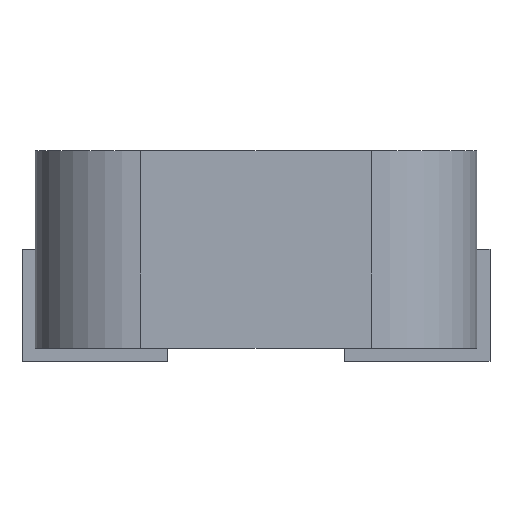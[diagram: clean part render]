
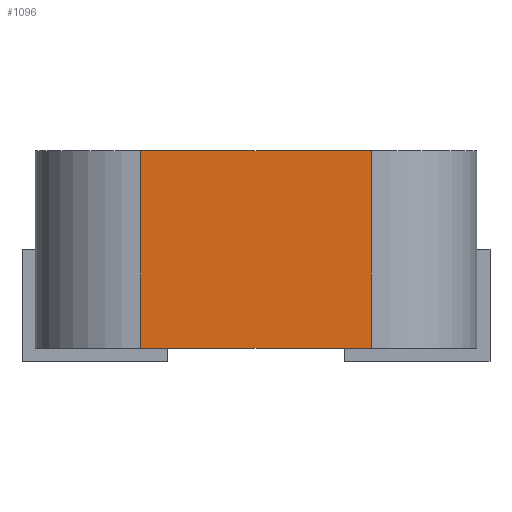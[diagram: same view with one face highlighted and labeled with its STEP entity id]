
A CAD part, front view. The second image highlights one B-rep face of the part: STEP entity #1096.
In plain terms, the highlighted planar face has unit normal (0, -1, 0).
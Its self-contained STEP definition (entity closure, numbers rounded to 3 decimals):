
#44 = PLANE('',#45);
#45 = AXIS2_PLACEMENT_3D('',#46,#47,#48);
#46 = CARTESIAN_POINT('',(0.,0.,0.2));
#47 = DIRECTION('',(-0.,-0.,-1.));
#48 = DIRECTION('',(-1.,0.,0.));
#72 = CYLINDRICAL_SURFACE('',#73,1.6);
#73 = AXIS2_PLACEMENT_3D('',#74,#75,#76);
#74 = CARTESIAN_POINT('',(-1.75,-1.7,0.2));
#75 = DIRECTION('',(-0.,-0.,-1.));
#76 = DIRECTION('',(1.,0.,0.));
#100 = PLANE('',#101);
#101 = AXIS2_PLACEMENT_3D('',#102,#103,#104);
#102 = CARTESIAN_POINT('',(0.,0.,3.2));
#103 = DIRECTION('',(-0.,-0.,-1.));
#104 = DIRECTION('',(-1.,0.,0.));
#249 = VERTEX_POINT('',#250);
#250 = CARTESIAN_POINT('',(-1.75,-3.3,0.2));
#575 = VERTEX_POINT('',#576);
#576 = CARTESIAN_POINT('',(1.75,-3.3,0.2));
#595 = CYLINDRICAL_SURFACE('',#596,1.6);
#596 = AXIS2_PLACEMENT_3D('',#597,#598,#599);
#597 = CARTESIAN_POINT('',(1.75,-1.7,0.2));
#598 = DIRECTION('',(-0.,-0.,-1.));
#599 = DIRECTION('',(1.,0.,0.));
#607 = EDGE_CURVE('',#575,#249,#608,.T.);
#608 = SURFACE_CURVE('',#609,(#613,#620),.PCURVE_S1.);
#609 = LINE('',#610,#611);
#610 = CARTESIAN_POINT('',(1.75,-3.3,0.2));
#611 = VECTOR('',#612,1.);
#612 = DIRECTION('',(-1.,0.,0.));
#613 = PCURVE('',#44,#614);
#614 = DEFINITIONAL_REPRESENTATION('',(#615),#619);
#615 = LINE('',#616,#617);
#616 = CARTESIAN_POINT('',(-1.75,-3.3));
#617 = VECTOR('',#618,1.);
#618 = DIRECTION('',(1.,0.));
#619 = ( GEOMETRIC_REPRESENTATION_CONTEXT(2) 
PARAMETRIC_REPRESENTATION_CONTEXT() REPRESENTATION_CONTEXT('2D SPACE',''
  ) );
#620 = PCURVE('',#621,#626);
#621 = PLANE('',#622);
#622 = AXIS2_PLACEMENT_3D('',#623,#624,#625);
#623 = CARTESIAN_POINT('',(1.75,-3.3,0.2));
#624 = DIRECTION('',(0.,-1.,0.));
#625 = DIRECTION('',(-1.,0.,0.));
#626 = DEFINITIONAL_REPRESENTATION('',(#627),#631);
#627 = LINE('',#628,#629);
#628 = CARTESIAN_POINT('',(0.,-0.));
#629 = VECTOR('',#630,1.);
#630 = DIRECTION('',(1.,0.));
#631 = ( GEOMETRIC_REPRESENTATION_CONTEXT(2) 
PARAMETRIC_REPRESENTATION_CONTEXT() REPRESENTATION_CONTEXT('2D SPACE',''
  ) );
#994 = VERTEX_POINT('',#995);
#995 = CARTESIAN_POINT('',(1.75,-3.3,3.2));
#1021 = EDGE_CURVE('',#994,#1022,#1024,.T.);
#1022 = VERTEX_POINT('',#1023);
#1023 = CARTESIAN_POINT('',(-1.75,-3.3,3.2));
#1024 = SURFACE_CURVE('',#1025,(#1029,#1036),.PCURVE_S1.);
#1025 = LINE('',#1026,#1027);
#1026 = CARTESIAN_POINT('',(1.75,-3.3,3.2));
#1027 = VECTOR('',#1028,1.);
#1028 = DIRECTION('',(-1.,0.,0.));
#1029 = PCURVE('',#100,#1030);
#1030 = DEFINITIONAL_REPRESENTATION('',(#1031),#1035);
#1031 = LINE('',#1032,#1033);
#1032 = CARTESIAN_POINT('',(-1.75,-3.3));
#1033 = VECTOR('',#1034,1.);
#1034 = DIRECTION('',(1.,0.));
#1035 = ( GEOMETRIC_REPRESENTATION_CONTEXT(2) 
PARAMETRIC_REPRESENTATION_CONTEXT() REPRESENTATION_CONTEXT('2D SPACE',''
  ) );
#1036 = PCURVE('',#621,#1037);
#1037 = DEFINITIONAL_REPRESENTATION('',(#1038),#1042);
#1038 = LINE('',#1039,#1040);
#1039 = CARTESIAN_POINT('',(0.,-3.));
#1040 = VECTOR('',#1041,1.);
#1041 = DIRECTION('',(1.,0.));
#1042 = ( GEOMETRIC_REPRESENTATION_CONTEXT(2) 
PARAMETRIC_REPRESENTATION_CONTEXT() REPRESENTATION_CONTEXT('2D SPACE',''
  ) );
#1075 = EDGE_CURVE('',#249,#1022,#1076,.T.);
#1076 = SURFACE_CURVE('',#1077,(#1081,#1088),.PCURVE_S1.);
#1077 = LINE('',#1078,#1079);
#1078 = CARTESIAN_POINT('',(-1.75,-3.3,0.2));
#1079 = VECTOR('',#1080,1.);
#1080 = DIRECTION('',(0.,0.,1.));
#1081 = PCURVE('',#72,#1082);
#1082 = DEFINITIONAL_REPRESENTATION('',(#1083),#1087);
#1083 = LINE('',#1084,#1085);
#1084 = CARTESIAN_POINT('',(-4.712,0.));
#1085 = VECTOR('',#1086,1.);
#1086 = DIRECTION('',(-0.,-1.));
#1087 = ( GEOMETRIC_REPRESENTATION_CONTEXT(2) 
PARAMETRIC_REPRESENTATION_CONTEXT() REPRESENTATION_CONTEXT('2D SPACE',''
  ) );
#1088 = PCURVE('',#621,#1089);
#1089 = DEFINITIONAL_REPRESENTATION('',(#1090),#1094);
#1090 = LINE('',#1091,#1092);
#1091 = CARTESIAN_POINT('',(3.5,0.));
#1092 = VECTOR('',#1093,1.);
#1093 = DIRECTION('',(0.,-1.));
#1094 = ( GEOMETRIC_REPRESENTATION_CONTEXT(2) 
PARAMETRIC_REPRESENTATION_CONTEXT() REPRESENTATION_CONTEXT('2D SPACE',''
  ) );
#1096 = ADVANCED_FACE('',(#1097),#621,.T.);
#1097 = FACE_BOUND('',#1098,.T.);
#1098 = EDGE_LOOP('',(#1099,#1120,#1121,#1122));
#1099 = ORIENTED_EDGE('',*,*,#1100,.T.);
#1100 = EDGE_CURVE('',#575,#994,#1101,.T.);
#1101 = SURFACE_CURVE('',#1102,(#1106,#1113),.PCURVE_S1.);
#1102 = LINE('',#1103,#1104);
#1103 = CARTESIAN_POINT('',(1.75,-3.3,0.2));
#1104 = VECTOR('',#1105,1.);
#1105 = DIRECTION('',(0.,0.,1.));
#1106 = PCURVE('',#621,#1107);
#1107 = DEFINITIONAL_REPRESENTATION('',(#1108),#1112);
#1108 = LINE('',#1109,#1110);
#1109 = CARTESIAN_POINT('',(0.,-0.));
#1110 = VECTOR('',#1111,1.);
#1111 = DIRECTION('',(0.,-1.));
#1112 = ( GEOMETRIC_REPRESENTATION_CONTEXT(2) 
PARAMETRIC_REPRESENTATION_CONTEXT() REPRESENTATION_CONTEXT('2D SPACE',''
  ) );
#1113 = PCURVE('',#595,#1114);
#1114 = DEFINITIONAL_REPRESENTATION('',(#1115),#1119);
#1115 = LINE('',#1116,#1117);
#1116 = CARTESIAN_POINT('',(-4.712,0.));
#1117 = VECTOR('',#1118,1.);
#1118 = DIRECTION('',(-0.,-1.));
#1119 = ( GEOMETRIC_REPRESENTATION_CONTEXT(2) 
PARAMETRIC_REPRESENTATION_CONTEXT() REPRESENTATION_CONTEXT('2D SPACE',''
  ) );
#1120 = ORIENTED_EDGE('',*,*,#1021,.T.);
#1121 = ORIENTED_EDGE('',*,*,#1075,.F.);
#1122 = ORIENTED_EDGE('',*,*,#607,.F.);
